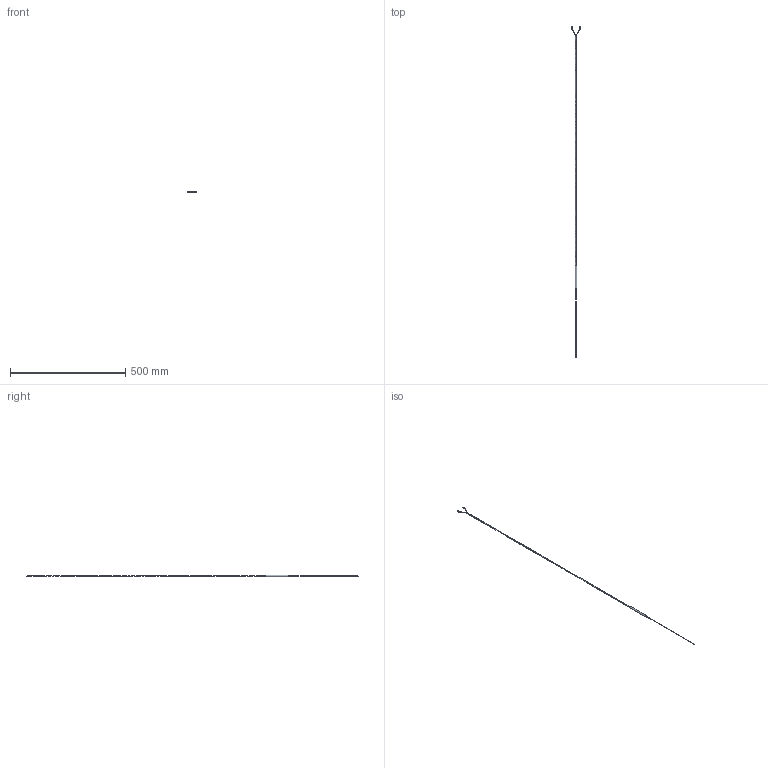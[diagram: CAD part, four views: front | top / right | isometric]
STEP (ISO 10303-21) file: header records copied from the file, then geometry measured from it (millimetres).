
FILE_DESCRIPTION(/* description */ (''),/* implementation_level */ '2;1');
FILE_NAME(/* name */ '5617ad5c-b342-459d-a70a-17ab28bce184.stp',/* time_stamp */ '2022-12-29T11:14:23Z',/* author */ (''),/* organization */ (''),/* preprocessor_version */ 'ST-DEVELOPER v19.2',/* originating_system */ 'Autodesk Translation Framework v11.17.0.187',/* authorisation */ '');
FILE_SCHEMA (('AUTOMOTIVE_DESIGN { 1 0 10303 214 3 1 1 }'));
Length unit declared in the file: millimetre
Products named in the file (5): grounded_thermocouple; Sheat; Sleeve; Lead Wire; 8007K59_Spade Terminals
Assembly tree (5 placements, depth 2):
  grounded_thermocouple
    Sheat
    Sleeve
    Lead Wire
    8007K59_Spade Terminals  x2
Bounding box: 39.3 x 1440.2 x 7 mm (x, y, z)
Volume: 13961.6 mm3; surface area: 15345.6 mm2
Topology: 7 solids, 7 shells, 111 faces, 268 edges, 176 vertices
Faces by surface type: plane 53, cylinder 32, bspline 19, cone 4, torus 2, sphere 1
Full cylindrical faces by diameter (mm): 1.524 x2, 1.59 x1, 1.835 x2, 2.159 x2, 2.591 x2, 2.845 x2, 3.175 x2, 7 x1
Entity records: 2582 total; most frequent: CARTESIAN_POINT 992, DIRECTION 309, ORIENTED_EDGE 290, EDGE_CURVE 145, AXIS2_PLACEMENT_3D 121, VERTEX_POINT 96, EDGE_LOOP 69, LINE 67
